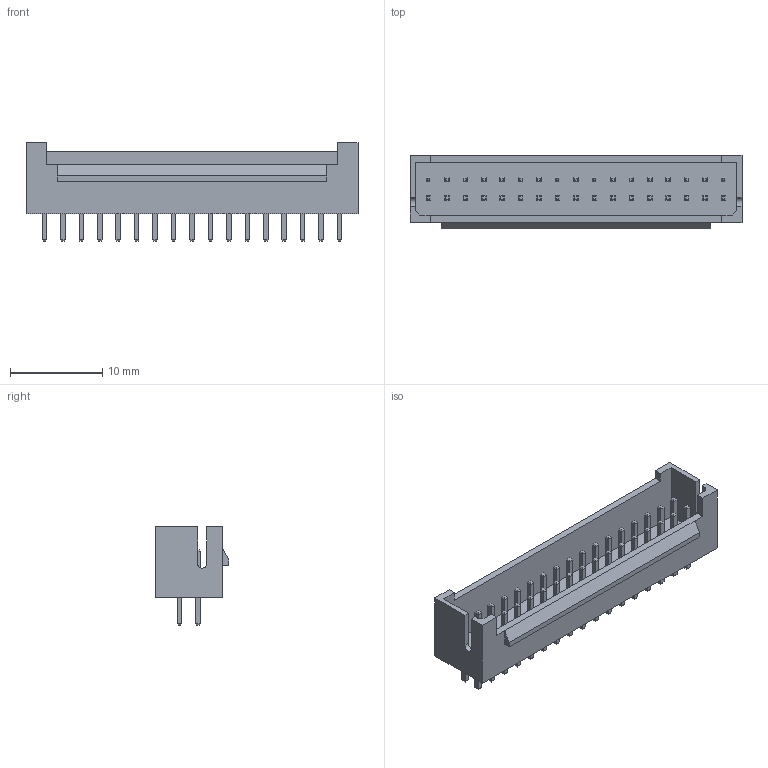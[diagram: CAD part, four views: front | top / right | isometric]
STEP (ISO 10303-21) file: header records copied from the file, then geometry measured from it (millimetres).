
FILE_DESCRIPTION (( 'STEP AP214' ), '1' );
FILE_NAME ('User Library-phb-2x17.STEP', '2021-01-23T07:39:53', ( '' ), ( '' ), 'SwSTEP 2.0', 'SolidWorks 2020', '' );
FILE_SCHEMA (( 'AUTOMOTIVE_DESIGN' ));
Length unit declared in the file: millimetre
Products named in the file (3): PHB-2X17; User Library-phb-2x17; PIN_0_5X0_5
Assembly tree (35 placements, depth 2):
  User Library-phb-2x17
    PHB-2X17
    PIN_0_5X0_5  x34
Bounding box: 36 x 8 x 10.7 mm (x, y, z)
Volume: 724.2 mm3; surface area: 2152.9 mm2
Topology: 35 solids, 35 shells, 645 faces, 1451 edges, 876 vertices
Faces by surface type: plane 643, cylinder 2
Entity records: 8388 total; most frequent: CARTESIAN_POINT 1096, ORIENTED_EDGE 1054, DIRECTION 973, EDGE_CURVE 527, LINE 523, VECTOR 523, VERTEX_POINT 348, EDGE_LOOP 251
